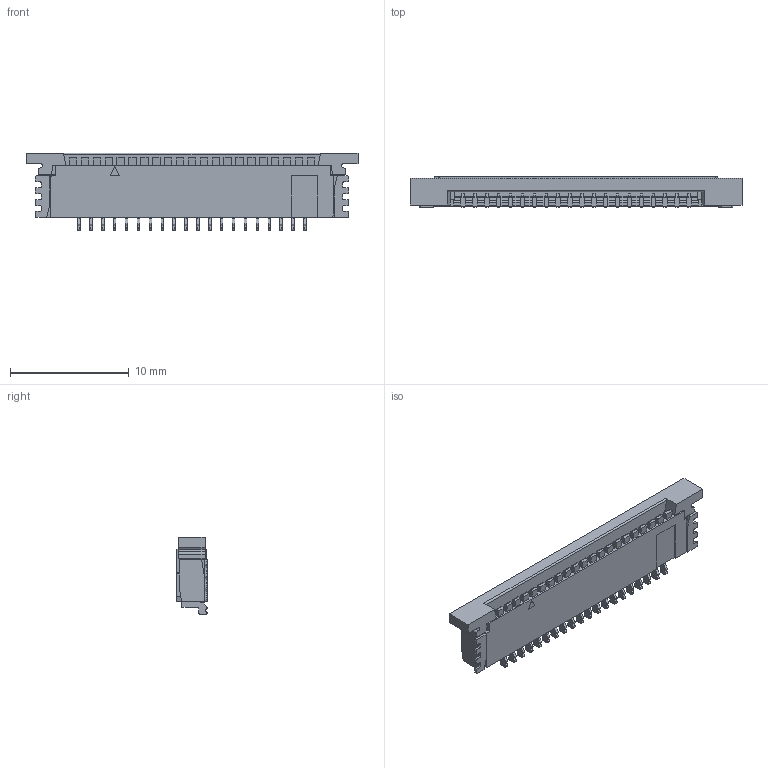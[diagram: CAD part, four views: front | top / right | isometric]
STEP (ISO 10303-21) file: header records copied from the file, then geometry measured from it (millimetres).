
FILE_DESCRIPTION(('STEP AP242'),'1');
FILE_NAME('2-84952-0.stp','2022-12-19T12:15:17',('TraceParts'),('TraceParts S.A.'),'Spatial InterOp 3D',' ',' ');
FILE_SCHEMA(('AP242_MANAGED_MODEL_BASED_3D_ENGINEERING_MIM_LF {1 0 10303 442 1 1 4}'));
Length unit declared in the file: millimetre
Products named in the file (1): 2-84952-0
Bounding box: 27.92 x 2.56 x 6.54 mm (x, y, z)
Volume: 273.2 mm3; surface area: 819.3 mm2
Topology: 1 solids, 1 shells, 929 faces, 2724 edges, 1794 vertices
Faces by surface type: plane 621, cylinder 308
Entity records: 30831 total; most frequent: CARTESIAN_POINT 5464, ORIENTED_EDGE 5448, DIRECTION 5196, EDGE_CURVE 2724, LINE 2108, VECTOR 2108, VERTEX_POINT 1794, AXIS2_PLACEMENT_3D 1544
